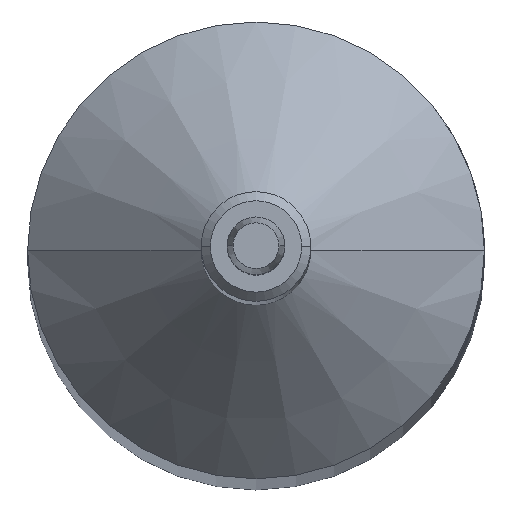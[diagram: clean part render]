
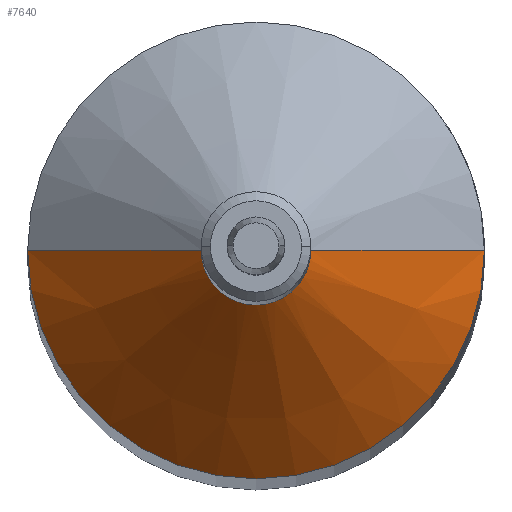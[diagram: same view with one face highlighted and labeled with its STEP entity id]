
A CAD part, top view. The second image highlights one B-rep face of the part: STEP entity #7640.
In plain terms, the highlighted conical face has half-angle 45 degrees and reference radius 2.5 mm.
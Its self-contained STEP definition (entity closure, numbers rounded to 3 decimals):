
#448 = CARTESIAN_POINT ( 'NONE',  ( 0., 0., -29.9 ) ) ;
#464 = DIRECTION ( 'NONE',  ( 0., 0., 1. ) ) ;
#627 = CARTESIAN_POINT ( 'NONE',  ( 2.5, 0., -29.9 ) ) ;
#847 = CIRCLE ( 'NONE', #6193, 2.5 ) ;
#871 = DIRECTION ( 'NONE',  ( -1., 0., 0. ) ) ;
#892 = DIRECTION ( 'NONE',  ( -0.707, 0., -0.707 ) ) ;
#1015 = VERTEX_POINT ( 'NONE', #8349 ) ;
#1222 = CONICAL_SURFACE ( 'NONE', #3401, 2.5, 0.785 ) ;
#1928 = CARTESIAN_POINT ( 'NONE',  ( 0.6, 0., -28. ) ) ;
#2188 = CARTESIAN_POINT ( 'NONE',  ( 0., 0., -29.9 ) ) ;
#2572 = EDGE_LOOP ( 'NONE', ( #2612, #9092, #6947, #8959 ) ) ;
#2612 = ORIENTED_EDGE ( 'NONE', *, *, #9869, .F. ) ;
#2865 = CARTESIAN_POINT ( 'NONE',  ( -2.5, 0., -29.9 ) ) ;
#3401 = AXIS2_PLACEMENT_3D ( 'NONE', #448, #12146, #871 ) ;
#3636 = LINE ( 'NONE', #4691, #4166 ) ;
#4161 = EDGE_CURVE ( 'NONE', #5489, #6836, #847, .T. ) ;
#4166 = VECTOR ( 'NONE', #9207, 1000. ) ;
#4691 = CARTESIAN_POINT ( 'NONE',  ( 2.5, 0., -29.9 ) ) ;
#5301 = EDGE_CURVE ( 'NONE', #1015, #10072, #9555, .T. ) ;
#5489 = VERTEX_POINT ( 'NONE', #8763 ) ;
#6193 = AXIS2_PLACEMENT_3D ( 'NONE', #2188, #464, #9816 ) ;
#6836 = VERTEX_POINT ( 'NONE', #627 ) ;
#6937 = CARTESIAN_POINT ( 'NONE',  ( 0., 0., -28. ) ) ;
#6947 = ORIENTED_EDGE ( 'NONE', *, *, #7974, .T. ) ;
#7552 = VECTOR ( 'NONE', #892, 1000. ) ;
#7640 = ADVANCED_FACE ( 'NONE', ( #8933 ), #1222, .T. ) ;
#7974 = EDGE_CURVE ( 'NONE', #1015, #5489, #9376, .T. ) ;
#8349 = CARTESIAN_POINT ( 'NONE',  ( -0.6, 0., -28. ) ) ;
#8354 = AXIS2_PLACEMENT_3D ( 'NONE', #6937, #9603, #8670 ) ;
#8670 = DIRECTION ( 'NONE',  ( 1., 0., 0. ) ) ;
#8763 = CARTESIAN_POINT ( 'NONE',  ( -2.5, 0., -29.9 ) ) ;
#8933 = FACE_OUTER_BOUND ( 'NONE', #2572, .T. ) ;
#8959 = ORIENTED_EDGE ( 'NONE', *, *, #4161, .T. ) ;
#9092 = ORIENTED_EDGE ( 'NONE', *, *, #5301, .F. ) ;
#9207 = DIRECTION ( 'NONE',  ( 0.707, 0., -0.707 ) ) ;
#9376 = LINE ( 'NONE', #2865, #7552 ) ;
#9555 = CIRCLE ( 'NONE', #8354, 0.6 ) ;
#9603 = DIRECTION ( 'NONE',  ( 0., 0., 1. ) ) ;
#9816 = DIRECTION ( 'NONE',  ( 1., 0., 0. ) ) ;
#9869 = EDGE_CURVE ( 'NONE', #10072, #6836, #3636, .T. ) ;
#10072 = VERTEX_POINT ( 'NONE', #1928 ) ;
#12146 = DIRECTION ( 'NONE',  ( 0., 0., -1. ) ) ;
